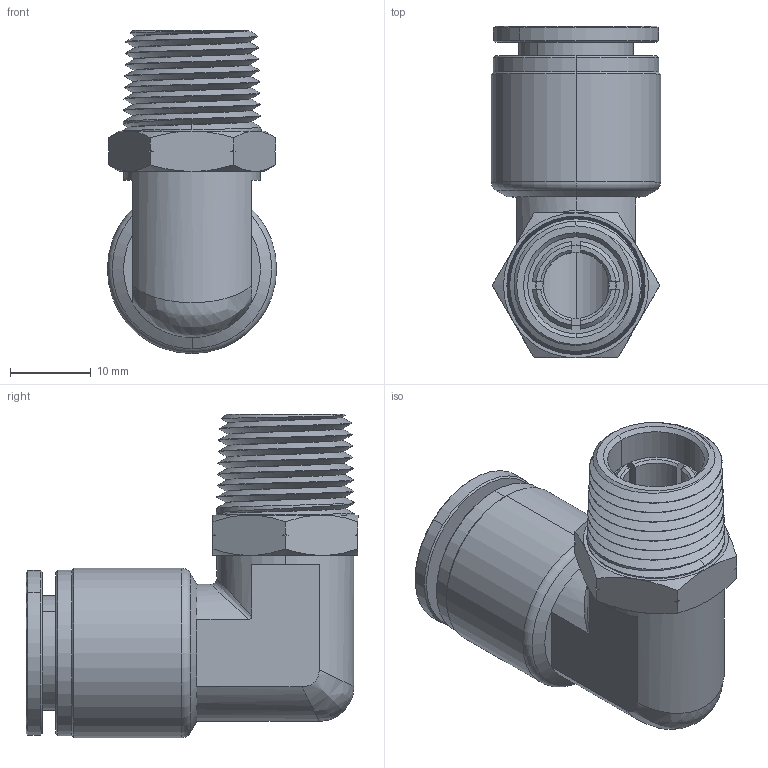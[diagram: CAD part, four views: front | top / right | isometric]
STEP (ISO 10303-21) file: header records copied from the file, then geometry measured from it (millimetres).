
FILE_DESCRIPTION (( 'STEP AP214' ), '1' );
FILE_NAME ('MES1-2N3-8W.STEP', '2018-07-23T15:51:45', ( '' ), ( '' ), 'SwSTEP 2.0', 'SolidWorks 2016', '' );
FILE_SCHEMA (( 'AUTOMOTIVE_DESIGN' ));
Length unit declared in the file: millimetre
Products named in the file (1): MES1-2N3-8W
Bounding box: 21 x 41.19 x 40.1 mm (x, y, z)
Volume: 9176.9 mm3; surface area: 11629.1 mm2
Topology: 7 solids, 7 shells, 576 faces, 1574 edges, 1023 vertices
Faces by surface type: cone 205, plane 204, cylinder 89, bspline 74, torus 4
Entity records: 30131 total; most frequent: CARTESIAN_POINT 10188, ORIENTED_EDGE 3144, DIRECTION 2455, EDGE_CURVE 1572, VERTEX_POINT 1023, AXIS2_PLACEMENT_3D 989, EDGE_LOOP 603, UNCERTAINTY_MEASURE_WITH_UNIT 585
